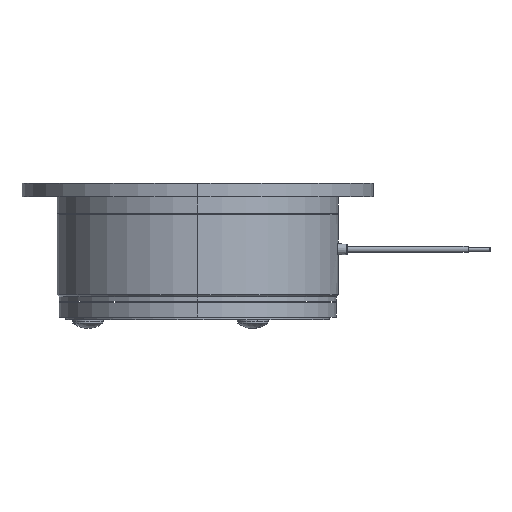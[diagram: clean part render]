
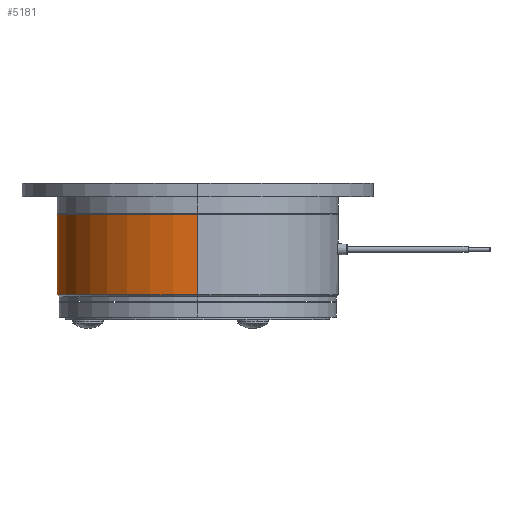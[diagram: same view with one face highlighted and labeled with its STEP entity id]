
A CAD part, left-side view. The second image highlights one B-rep face of the part: STEP entity #5181.
In plain terms, the highlighted cylindrical face has radius 32 mm (diameter 64 mm), a partial arc.
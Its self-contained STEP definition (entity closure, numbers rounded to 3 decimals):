
#224 = CARTESIAN_POINT ( 'NONE',  ( 32., 0., -7. ) ) ;
#518 = EDGE_CURVE ( 'NONE', #8891, #7713, #4024, .T. ) ;
#1832 = LINE ( 'NONE', #3148, #5114 ) ;
#1885 = VECTOR ( 'NONE', #2016, 1000. ) ;
#1909 = CARTESIAN_POINT ( 'NONE',  ( 32., 0., -25.3 ) ) ;
#1928 = FACE_OUTER_BOUND ( 'NONE', #9116, .T. ) ;
#2016 = DIRECTION ( 'NONE',  ( 0., 0., 1. ) ) ;
#2064 = DIRECTION ( 'NONE',  ( 1., 0., 0. ) ) ;
#2914 = DIRECTION ( 'NONE',  ( 1., 0., 0. ) ) ;
#2992 = CIRCLE ( 'NONE', #5022, 32. ) ;
#3035 = VERTEX_POINT ( 'NONE', #5085 ) ;
#3097 = DIRECTION ( 'NONE',  ( 0., 0., 1. ) ) ;
#3148 = CARTESIAN_POINT ( 'NONE',  ( 32., 0., -2.374 ) ) ;
#3230 = DIRECTION ( 'NONE',  ( 0., 0., 1. ) ) ;
#3295 = ORIENTED_EDGE ( 'NONE', *, *, #5605, .F. ) ;
#4024 = CIRCLE ( 'NONE', #4484, 32. ) ;
#4484 = AXIS2_PLACEMENT_3D ( 'NONE', #4838, #3230, #7801 ) ;
#4510 = AXIS2_PLACEMENT_3D ( 'NONE', #7889, #9199, #2064 ) ;
#4780 = CARTESIAN_POINT ( 'NONE',  ( -32., 0., -2.374 ) ) ;
#4838 = CARTESIAN_POINT ( 'NONE',  ( 0., 0., -25.3 ) ) ;
#5022 = AXIS2_PLACEMENT_3D ( 'NONE', #6592, #9521, #2914 ) ;
#5085 = CARTESIAN_POINT ( 'NONE',  ( -32., 0., -7. ) ) ;
#5114 = VECTOR ( 'NONE', #3097, 1000. ) ;
#5181 = ADVANCED_FACE ( 'NONE', ( #1928 ), #6468, .T. ) ;
#5578 = ORIENTED_EDGE ( 'NONE', *, *, #8249, .T. ) ;
#5605 = EDGE_CURVE ( 'NONE', #8891, #9152, #1832, .T. ) ;
#6468 = CYLINDRICAL_SURFACE ( 'NONE', #4510, 32. ) ;
#6592 = CARTESIAN_POINT ( 'NONE',  ( 0., 0., -7. ) ) ;
#6940 = LINE ( 'NONE', #4780, #1885 ) ;
#7037 = CARTESIAN_POINT ( 'NONE',  ( -32., 0., -25.3 ) ) ;
#7315 = ORIENTED_EDGE ( 'NONE', *, *, #518, .T. ) ;
#7713 = VERTEX_POINT ( 'NONE', #7037 ) ;
#7801 = DIRECTION ( 'NONE',  ( 1., 0., 0. ) ) ;
#7889 = CARTESIAN_POINT ( 'NONE',  ( 0., 0., -2.374 ) ) ;
#8249 = EDGE_CURVE ( 'NONE', #7713, #3035, #6940, .T. ) ;
#8606 = EDGE_CURVE ( 'NONE', #9152, #3035, #2992, .T. ) ;
#8891 = VERTEX_POINT ( 'NONE', #1909 ) ;
#9116 = EDGE_LOOP ( 'NONE', ( #7315, #5578, #9118, #3295 ) ) ;
#9118 = ORIENTED_EDGE ( 'NONE', *, *, #8606, .F. ) ;
#9152 = VERTEX_POINT ( 'NONE', #224 ) ;
#9199 = DIRECTION ( 'NONE',  ( 0., 0., 1. ) ) ;
#9521 = DIRECTION ( 'NONE',  ( 0., 0., 1. ) ) ;
